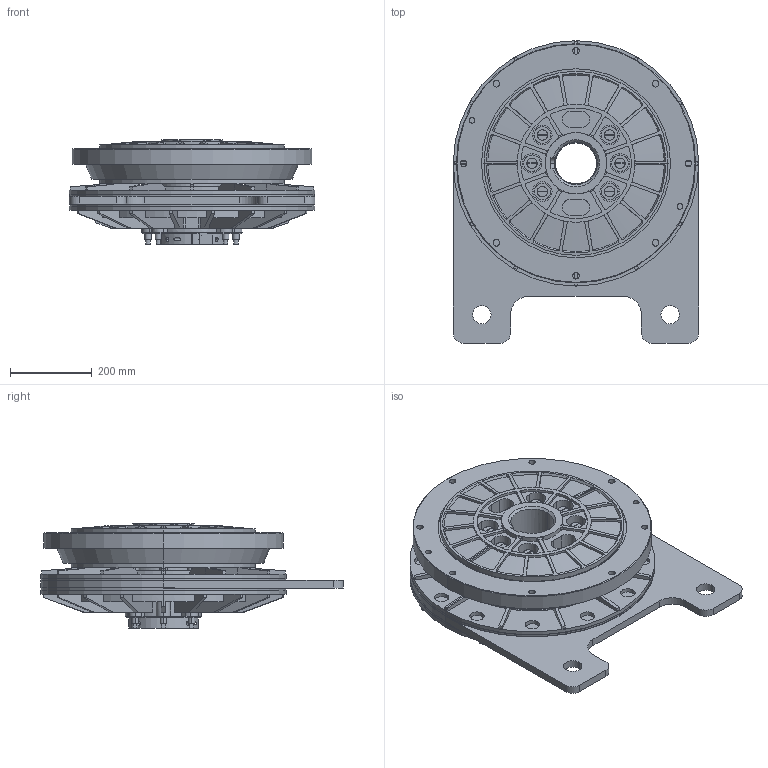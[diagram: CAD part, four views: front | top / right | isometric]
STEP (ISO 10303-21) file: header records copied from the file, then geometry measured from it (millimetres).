
FILE_DESCRIPTION (( 'STEP AP203' ), '1' );
FILE_NAME ('ACSB580.STEP', '2017-11-06T02:24:13', ( '新井重治' ), ( '小倉クラッチ' ), 'SwSTEP 2.0', 'SolidWorks 2009', '' );
FILE_SCHEMA (( 'CONFIG_CONTROL_DESIGN' ));
Length unit declared in the file: millimetre
Products named in the file (1): ACSB580
Bounding box: 600 x 740 x 255 mm (x, y, z)
Volume: 32623649 mm3; surface area: 3432635 mm2
Topology: 1 solids, 12 shells, 1508 faces, 4047 edges, 2631 vertices
Faces by surface type: cylinder 707, plane 628, cone 115, bspline 36, torus 22
Entity records: 53618 total; most frequent: CARTESIAN_POINT 14840, DIRECTION 8274, ORIENTED_EDGE 8094, EDGE_CURVE 4047, AXIS2_PLACEMENT_3D 3208, VERTEX_POINT 2631, VECTOR 1858, LINE 1858
